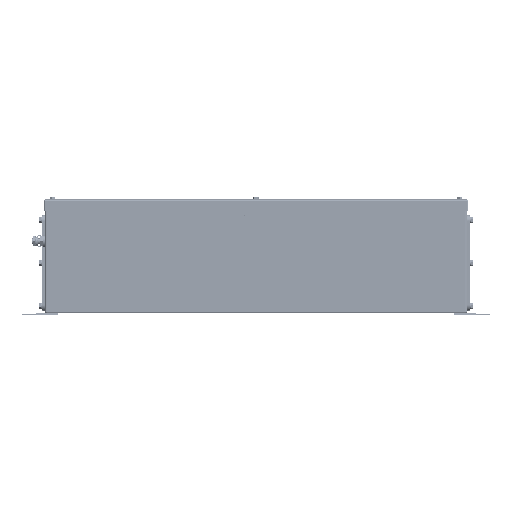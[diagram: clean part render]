
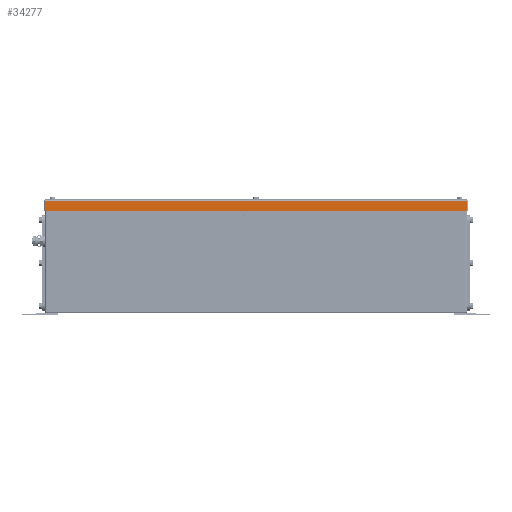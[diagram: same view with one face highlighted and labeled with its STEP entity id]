
A CAD part, front view. The second image highlights one B-rep face of the part: STEP entity #34277.
In plain terms, the highlighted planar face has unit normal (0, -1, 0).
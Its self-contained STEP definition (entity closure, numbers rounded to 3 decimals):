
#34250=AXIS2_PLACEMENT_3D('Plane Axis2P3D',#34247,#34248,#34249) ;
#34116=CARTESIAN_POINT('Vertex',(41.,8.5,200.5)) ;
#34119=CARTESIAN_POINT('Line Origine',(410.5,8.5,200.5)) ;
#34123=CARTESIAN_POINT('Vertex',(780.,8.5,200.5)) ;
#34247=CARTESIAN_POINT('Axis2P3D Location',(783.,8.5,183.5)) ;
#34252=CARTESIAN_POINT('Line Origine',(41.,8.5,192.)) ;
#34256=CARTESIAN_POINT('Vertex',(41.,8.5,183.5)) ;
#34259=CARTESIAN_POINT('Line Origine',(410.5,8.5,183.5)) ;
#34263=CARTESIAN_POINT('Vertex',(780.,8.5,183.5)) ;
#34266=CARTESIAN_POINT('Line Origine',(780.,8.5,192.)) ;
#34120=DIRECTION('Vector Direction',(1.,0.,0.)) ;
#34248=DIRECTION('Axis2P3D Direction',(0.,1.,0.)) ;
#34249=DIRECTION('Axis2P3D XDirection',(-1.,0.,0.)) ;
#34253=DIRECTION('Vector Direction',(0.,0.,1.)) ;
#34260=DIRECTION('Vector Direction',(-1.,0.,0.)) ;
#34267=DIRECTION('Vector Direction',(0.,0.,1.)) ;
#34121=VECTOR('Line Direction',#34120,1.) ;
#34254=VECTOR('Line Direction',#34253,1.) ;
#34261=VECTOR('Line Direction',#34260,1.) ;
#34268=VECTOR('Line Direction',#34267,1.) ;
#34272=ORIENTED_EDGE('',*,*,#34125,.F.) ;
#34273=ORIENTED_EDGE('',*,*,#34258,.F.) ;
#34274=ORIENTED_EDGE('',*,*,#34265,.T.) ;
#34275=ORIENTED_EDGE('',*,*,#34270,.T.) ;
#34277=ADVANCED_FACE('ZUB_KTB_FS_987420_3GP_AllCATPart.1\\ZUB_DE_KTB_FS_480x480.1\\DE_KTB_MH_PART_MASTER.1\\Koerper.2',(#34276),#34251,.F.) ;
#34125=EDGE_CURVE('',#34117,#34124,#34122,.T.) ;
#34258=EDGE_CURVE('',#34257,#34117,#34255,.T.) ;
#34265=EDGE_CURVE('',#34257,#34264,#34262,.F.) ;
#34270=EDGE_CURVE('',#34264,#34124,#34269,.T.) ;
#34271=EDGE_LOOP('',(#34272,#34273,#34274,#34275)) ;
#34276=FACE_OUTER_BOUND('',#34271,.T.) ;
#34122=LINE('Line',#34119,#34121) ;
#34255=LINE('Line',#34252,#34254) ;
#34262=LINE('Line',#34259,#34261) ;
#34269=LINE('Line',#34266,#34268) ;
#34251=PLANE('',#34250) ;
#34117=VERTEX_POINT('',#34116) ;
#34124=VERTEX_POINT('',#34123) ;
#34257=VERTEX_POINT('',#34256) ;
#34264=VERTEX_POINT('',#34263) ;
